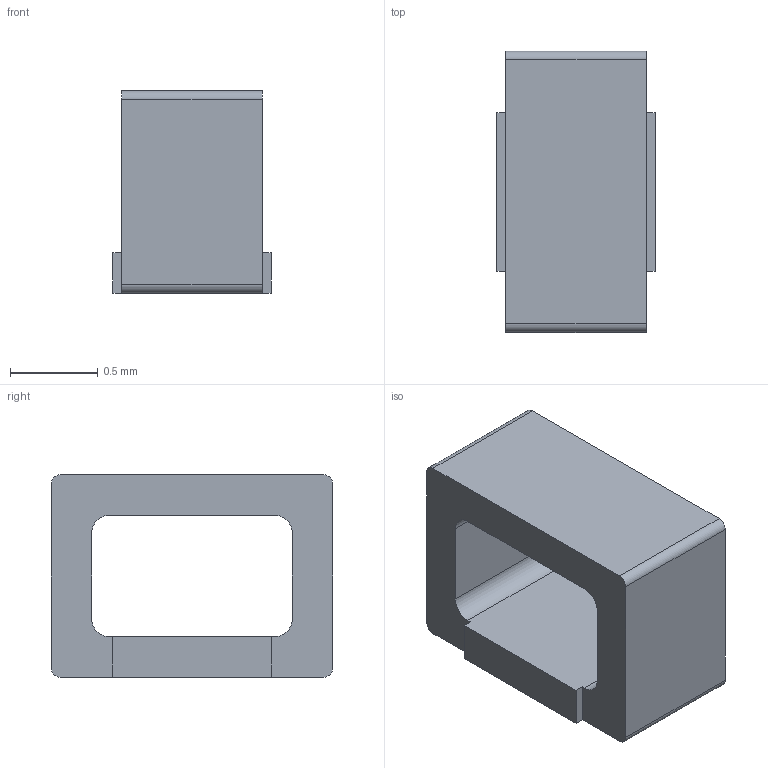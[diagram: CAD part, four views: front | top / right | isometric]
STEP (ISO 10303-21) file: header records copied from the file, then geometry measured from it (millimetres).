
FILE_DESCRIPTION (( 'STEP AP203' ), '1' );
FILE_NAME ('TP16258543()_TP16258543_01_sldprt.STEP', '2016-06-02T17:08:53', ( 'Shusen Zhang' ), ( 'MathWorks' ), 'SwSTEP 2.0', 'SolidWorks 2015', '' );
FILE_SCHEMA (( 'CONFIG_CONTROL_DESIGN' ));
Length unit declared in the file: inch
Products named in the file (1): TP16258543()_TP16258543_01_sldprt
Bounding box: 0.9 x 1.6 x 1.15 mm (x, y, z)
Surface area: 9.5 mm2 (no closed solid volume)
Topology: 0 solids, 1 shells, 24 faces, 72 edges, 48 vertices
Faces by surface type: plane 16, cylinder 8
Entity records: 895 total; most frequent: CARTESIAN_POINT 145, ORIENTED_EDGE 144, DIRECTION 138, EDGE_CURVE 72, LINE 56, VECTOR 56, VERTEX_POINT 48, AXIS2_PLACEMENT_3D 41
